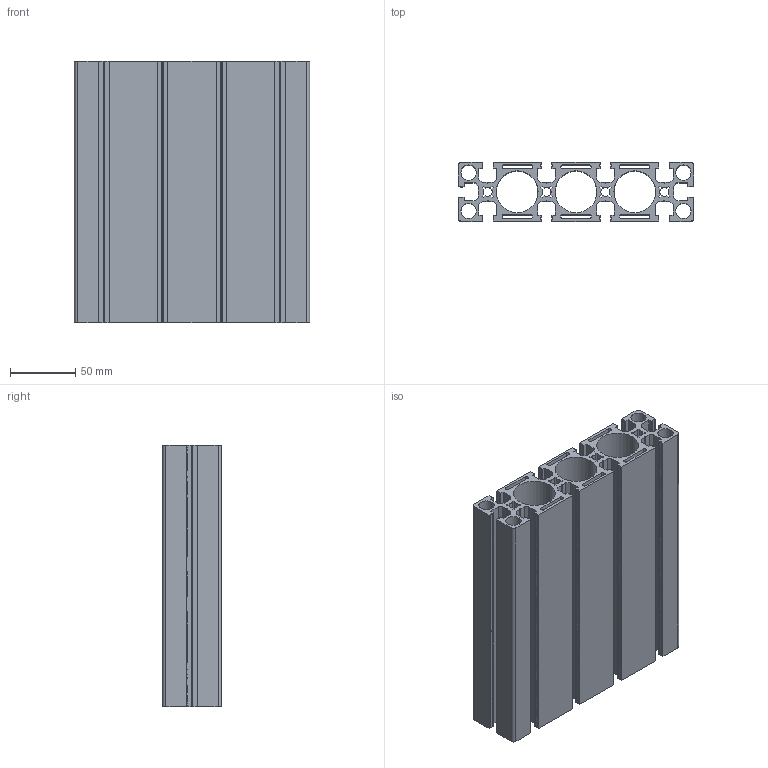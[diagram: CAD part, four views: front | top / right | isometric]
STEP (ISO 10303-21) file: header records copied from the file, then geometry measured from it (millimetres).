
FILE_DESCRIPTION (( 'STEP AP203' ), '1' );
FILE_NAME ('006851 REF 045180.STEP', '2015-12-01T14:39:11', ( '' ), ( '' ), 'SwSTEP 2.0', 'SolidWorks 2015', '' );
FILE_SCHEMA (( 'CONFIG_CONTROL_DESIGN' ));
Length unit declared in the file: millimetre
Products named in the file (1): 006851 REF 045180
Bounding box: 180 x 45 x 200 mm (x, y, z)
Volume: 571359.2 mm3; surface area: 354489.5 mm2
Topology: 1 solids, 1 shells, 321 faces, 957 edges, 638 vertices
Faces by surface type: plane 208, cylinder 93, bspline 20
Entity records: 11022 total; most frequent: CARTESIAN_POINT 2257, ORIENTED_EDGE 1914, DIRECTION 1707, EDGE_CURVE 957, VECTOR 731, LINE 731, VERTEX_POINT 638, AXIS2_PLACEMENT_3D 488
